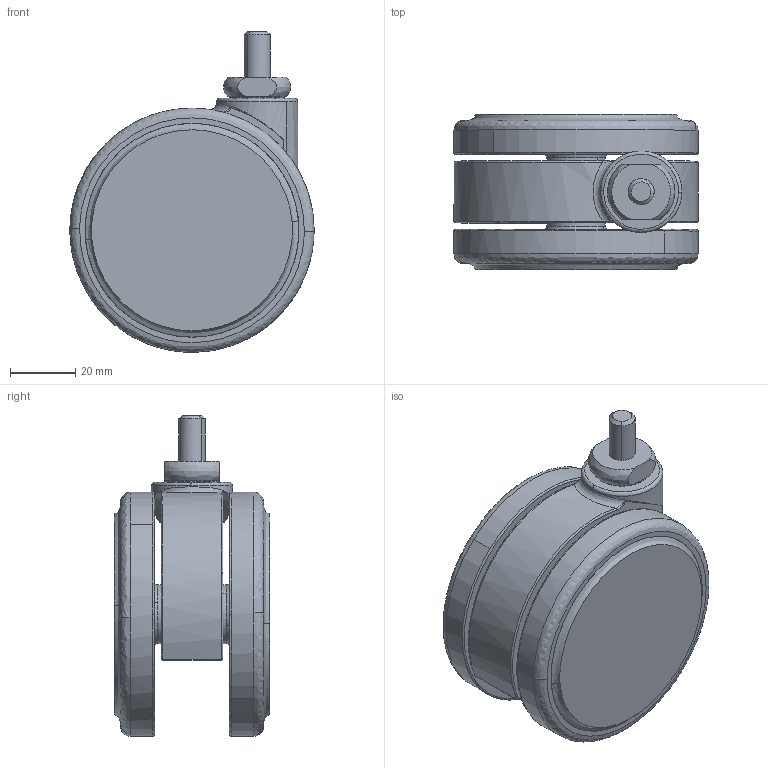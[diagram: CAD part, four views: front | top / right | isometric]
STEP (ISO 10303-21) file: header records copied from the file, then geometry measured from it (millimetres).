
FILE_DESCRIPTION((''),'2;1');
FILE_NAME('','2008-05-01T11:11:24',(''),(''),'','CADfix','');
FILE_SCHEMA(('AUTOMOTIVE_DESIGN { 1 0 10303 214 1 1 1 1 }'));
Length unit declared in the file: millimetre
Bounding box: 75 x 47.6 x 98.5 mm (x, y, z)
Volume: 158498.9 mm3; surface area: 36773.6 mm2
Topology: 4 solids, 4 shells, 129 faces, 417 edges, 305 vertices
Faces by surface type: bspline 129
Entity records: 8477 total; most frequent: CARTESIAN_POINT 5997, ORIENTED_EDGE 834, EDGE_CURVE 417, B_SPLINE_CURVE_WITH_KNOTS 316, VERTEX_POINT 305, EDGE_LOOP 140, FACE_OUTER_BOUND 129, ADVANCED_FACE 129
